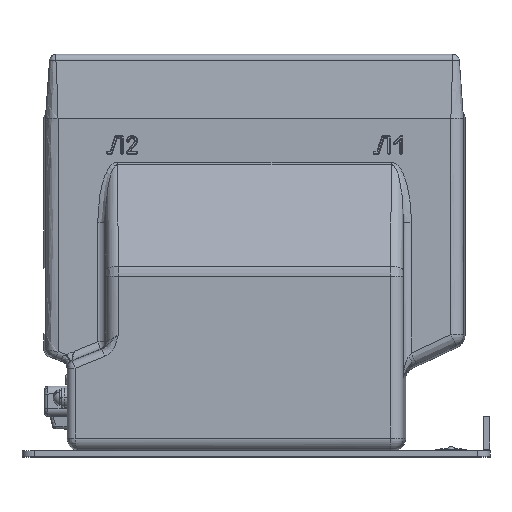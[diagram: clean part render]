
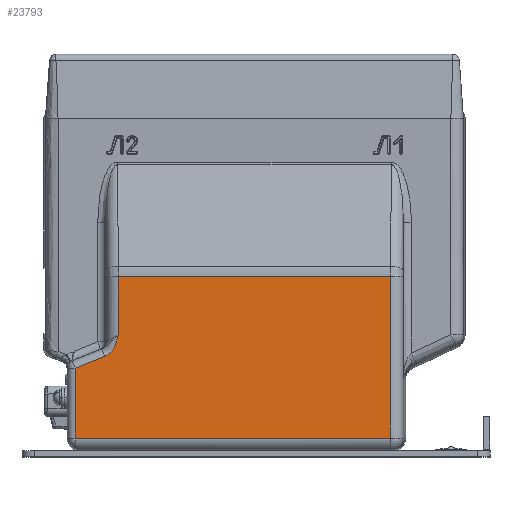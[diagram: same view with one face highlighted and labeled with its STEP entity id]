
A CAD part, top view. The second image highlights one B-rep face of the part: STEP entity #23793.
In plain terms, the highlighted planar face has unit normal (0, 0, 1).
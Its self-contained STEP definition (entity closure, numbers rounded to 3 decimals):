
#154 = B_SPLINE_CURVE_WITH_KNOTS ( 'NONE', 3,
 ( #19380, #19392, #19393, #19394, #19395, #19396, #19397, #19398, #19399, #19400, #19401, #19402, #19403, #19404, #19405, #19406, #19407, #19408 ),
 .UNSPECIFIED., .F., .F.,
 ( 4, 2, 2, 2, 2, 2, 2, 2, 4 ),
 ( 0., 0.002, 0.004, 0.009, 0.011, 0.013, 0.014, 0.015, 0.017 ),
 .UNSPECIFIED. ) ;
#801 = EDGE_LOOP ( 'NONE', ( #3910, #3909, #3908, #3907, #3904, #3903, #3902 ) ) ;
#2061 = CARTESIAN_POINT ( 'NONE',  ( 47.793, 74.363, 74. ) ) ;
#2547 = CARTESIAN_POINT ( 'NONE',  ( 20., 52.754, 74. ) ) ;
#2548 = CARTESIAN_POINT ( 'NONE',  ( 20., 8., 74. ) ) ;
#2549 = CARTESIAN_POINT ( 'NONE',  ( 222.207, 8., 74. ) ) ;
#2690 = CARTESIAN_POINT ( 'NONE',  ( 38.922, 60.323, 74. ) ) ;
#2692 = CARTESIAN_POINT ( 'NONE',  ( 47.793, 111.621, 74. ) ) ;
#2693 = CARTESIAN_POINT ( 'NONE',  ( 222.207, 111.621, 74. ) ) ;
#3902 = ORIENTED_EDGE ( 'NONE', *, *, #10067, .T. ) ;
#3903 = ORIENTED_EDGE ( 'NONE', *, *, #8869, .T. ) ;
#3904 = ORIENTED_EDGE ( 'NONE', *, *, #8526, .T. ) ;
#3907 = ORIENTED_EDGE ( 'NONE', *, *, #9413, .T. ) ;
#3908 = ORIENTED_EDGE ( 'NONE', *, *, #9509, .T. ) ;
#3909 = ORIENTED_EDGE ( 'NONE', *, *, #9644, .T. ) ;
#3910 = ORIENTED_EDGE ( 'NONE', *, *, #9342, .T. ) ;
#6622 = AXIS2_PLACEMENT_3D ( 'NONE', #14599, #14605, #14606 ) ;
#8526 = EDGE_CURVE ( 'NONE', #25324, #25181, #10963, .T. ) ;
#8869 = EDGE_CURVE ( 'NONE', #25181, #25182, #11180, .T. ) ;
#9342 = EDGE_CURVE ( 'NONE', #25183, #25327, #11605, .T. ) ;
#9413 = EDGE_CURVE ( 'NONE', #24695, #25324, #154, .T. ) ;
#9509 = EDGE_CURVE ( 'NONE', #25326, #24695, #11815, .T. ) ;
#9644 = EDGE_CURVE ( 'NONE', #25327, #25326, #12002, .T. ) ;
#10067 = EDGE_CURVE ( 'NONE', #25182, #25183, #12596, .T. ) ;
#10954 = VECTOR ( 'NONE', #20061, 1000. ) ;
#10963 = LINE ( 'NONE', #20057, #10954 ) ;
#11180 = LINE ( 'NONE', #20583, #11181 ) ;
#11181 = VECTOR ( 'NONE', #20597, 1000. ) ;
#11581 = VECTOR ( 'NONE', #19194, 1000. ) ;
#11605 = LINE ( 'NONE', #19188, #11581 ) ;
#11815 = LINE ( 'NONE', #19704, #11818 ) ;
#11818 = VECTOR ( 'NONE', #19705, 1000. ) ;
#12002 = LINE ( 'NONE', #17762, #12003 ) ;
#12003 = VECTOR ( 'NONE', #17763, 1000. ) ;
#12596 = LINE ( 'NONE', #16737, #12597 ) ;
#12597 = VECTOR ( 'NONE', #16738, 1000. ) ;
#13245 = FACE_OUTER_BOUND ( 'NONE', #801, .T. ) ;
#14599 = CARTESIAN_POINT ( 'NONE',  ( 23., 8., 74. ) ) ;
#14602 = PLANE ( 'NONE',  #6622 ) ;
#14605 = DIRECTION ( 'NONE',  ( 0., 0., 1. ) ) ;
#14606 = DIRECTION ( 'NONE',  ( 1., 0., 0. ) ) ;
#16737 = CARTESIAN_POINT ( 'NONE',  ( 230., 8., 74. ) ) ;
#16738 = DIRECTION ( 'NONE',  ( 1., 0., 0. ) ) ;
#17762 = CARTESIAN_POINT ( 'NONE',  ( 23., 111.621, 74. ) ) ;
#17763 = DIRECTION ( 'NONE',  ( -1., 0., 0. ) ) ;
#19188 = CARTESIAN_POINT ( 'NONE',  ( 222.207, 115., 74. ) ) ;
#19194 = DIRECTION ( 'NONE',  ( 0., 1., 0. ) ) ;
#19380 = CARTESIAN_POINT ( 'NONE',  ( 47.793, 74.363, 74. ) ) ;
#19392 = CARTESIAN_POINT ( 'NONE',  ( 47.622, 73.661, 74. ) ) ;
#19393 = CARTESIAN_POINT ( 'NONE',  ( 47.45, 72.958, 74. ) ) ;
#19394 = CARTESIAN_POINT ( 'NONE',  ( 47.088, 71.558, 74. ) ) ;
#19395 = CARTESIAN_POINT ( 'NONE',  ( 46.897, 70.86, 74. ) ) ;
#19396 = CARTESIAN_POINT ( 'NONE',  ( 46.269, 68.789, 74. ) ) ;
#19397 = CARTESIAN_POINT ( 'NONE',  ( 45.774, 67.439, 74. ) ) ;
#19398 = CARTESIAN_POINT ( 'NONE',  ( 44.767, 65.52, 74. ) ) ;
#19399 = CARTESIAN_POINT ( 'NONE',  ( 44.384, 64.896, 74. ) ) ;
#19400 = CARTESIAN_POINT ( 'NONE',  ( 43.531, 63.729, 74. ) ) ;
#19401 = CARTESIAN_POINT ( 'NONE',  ( 43.059, 63.182, 74. ) ) ;
#19402 = CARTESIAN_POINT ( 'NONE',  ( 42.276, 62.426, 74. ) ) ;
#19403 = CARTESIAN_POINT ( 'NONE',  ( 42.001, 62.184, 74. ) ) ;
#19404 = CARTESIAN_POINT ( 'NONE',  ( 41.435, 61.732, 74. ) ) ;
#19405 = CARTESIAN_POINT ( 'NONE',  ( 41.143, 61.52, 74. ) ) ;
#19406 = CARTESIAN_POINT ( 'NONE',  ( 40.239, 60.929, 74. ) ) ;
#19407 = CARTESIAN_POINT ( 'NONE',  ( 39.6, 60.594, 74. ) ) ;
#19408 = CARTESIAN_POINT ( 'NONE',  ( 38.922, 60.323, 74. ) ) ;
#19704 = CARTESIAN_POINT ( 'NONE',  ( 47.793, 66., 74. ) ) ;
#19705 = DIRECTION ( 'NONE',  ( 0., -1., 0. ) ) ;
#20057 = CARTESIAN_POINT ( 'NONE',  ( 16.809, 51.478, 74. ) ) ;
#20061 = DIRECTION ( 'NONE',  ( -0.928, -0.371, 0. ) ) ;
#20583 = CARTESIAN_POINT ( 'NONE',  ( 20., 8., 74. ) ) ;
#20597 = DIRECTION ( 'NONE',  ( 0., -1., 0. ) ) ;
#23793 = ADVANCED_FACE ( 'NONE', ( #13245 ), #14602, .T. ) ;
#24695 = VERTEX_POINT ( 'NONE', #2061 ) ;
#25181 = VERTEX_POINT ( 'NONE', #2547 ) ;
#25182 = VERTEX_POINT ( 'NONE', #2548 ) ;
#25183 = VERTEX_POINT ( 'NONE', #2549 ) ;
#25324 = VERTEX_POINT ( 'NONE', #2690 ) ;
#25326 = VERTEX_POINT ( 'NONE', #2692 ) ;
#25327 = VERTEX_POINT ( 'NONE', #2693 ) ;
